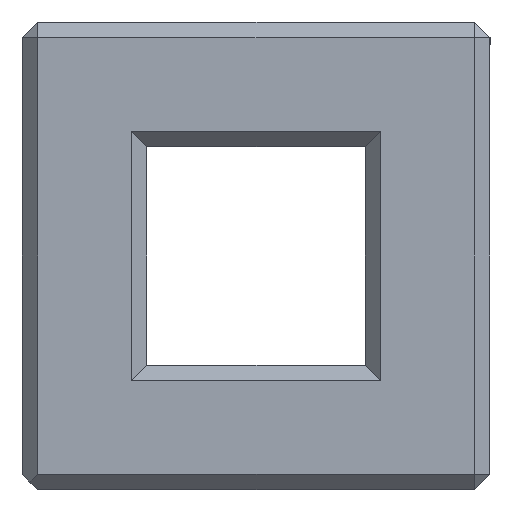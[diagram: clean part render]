
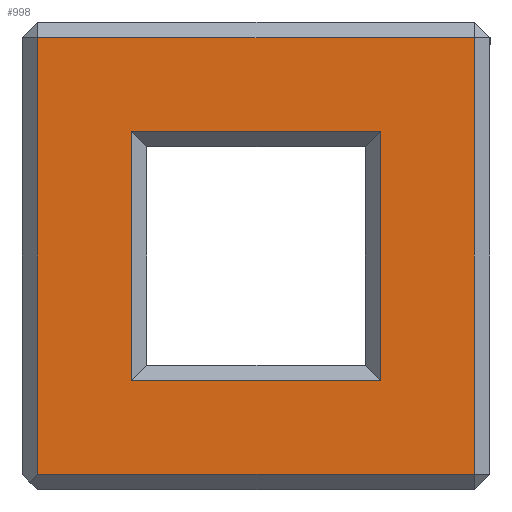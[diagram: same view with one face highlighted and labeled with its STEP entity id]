
A CAD part, front view. The second image highlights one B-rep face of the part: STEP entity #998.
In plain terms, the highlighted planar face has unit normal (0, -1, 0).
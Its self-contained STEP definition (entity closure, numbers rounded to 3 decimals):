
#15=FACE_BOUND('',#102,.T.);
#48=FACE_OUTER_BOUND('',#101,.T.);
#101=EDGE_LOOP('',(#794,#795,#796,#797));
#102=EDGE_LOOP('',(#798,#799,#800,#801));
#131=LINE('',#1351,#271);
#136=LINE('',#1360,#276);
#219=LINE('',#1524,#359);
#222=LINE('',#1529,#362);
#225=LINE('',#1539,#365);
#226=LINE('',#1541,#366);
#227=LINE('',#1543,#367);
#228=LINE('',#1544,#368);
#271=VECTOR('',#1099,10.);
#276=VECTOR('',#1106,10.);
#359=VECTOR('',#1233,10.);
#362=VECTOR('',#1240,10.);
#365=VECTOR('',#1253,10.);
#366=VECTOR('',#1254,10.);
#367=VECTOR('',#1255,10.);
#368=VECTOR('',#1256,10.);
#410=VERTEX_POINT('',#1348);
#411=VERTEX_POINT('',#1350);
#414=VERTEX_POINT('',#1358);
#473=VERTEX_POINT('',#1517);
#474=VERTEX_POINT('',#1537);
#475=VERTEX_POINT('',#1538);
#476=VERTEX_POINT('',#1540);
#477=VERTEX_POINT('',#1542);
#500=EDGE_CURVE('',#410,#411,#131,.T.);
#505=EDGE_CURVE('',#414,#410,#136,.T.);
#588=EDGE_CURVE('',#473,#414,#219,.T.);
#591=EDGE_CURVE('',#411,#473,#222,.T.);
#594=EDGE_CURVE('',#474,#475,#225,.T.);
#595=EDGE_CURVE('',#476,#474,#226,.T.);
#596=EDGE_CURVE('',#477,#476,#227,.T.);
#597=EDGE_CURVE('',#475,#477,#228,.T.);
#794=ORIENTED_EDGE('',*,*,#588,.F.);
#795=ORIENTED_EDGE('',*,*,#591,.F.);
#796=ORIENTED_EDGE('',*,*,#500,.F.);
#797=ORIENTED_EDGE('',*,*,#505,.F.);
#798=ORIENTED_EDGE('',*,*,#594,.F.);
#799=ORIENTED_EDGE('',*,*,#595,.F.);
#800=ORIENTED_EDGE('',*,*,#596,.F.);
#801=ORIENTED_EDGE('',*,*,#597,.F.);
#945=PLANE('',#1065);
#998=ADVANCED_FACE('',(#48,#15),#945,.F.);
#1065=AXIS2_PLACEMENT_3D('',#1536,#1251,#1252);
#1099=DIRECTION('',(0.,0.,1.));
#1106=DIRECTION('',(-1.,0.,0.));
#1233=DIRECTION('',(0.,0.,-1.));
#1240=DIRECTION('',(1.,0.,0.));
#1251=DIRECTION('center_axis',(0.,1.,0.));
#1252=DIRECTION('ref_axis',(0.,0.,1.));
#1253=DIRECTION('',(0.,0.,1.));
#1254=DIRECTION('',(1.,0.,0.));
#1255=DIRECTION('',(0.,0.,-1.));
#1256=DIRECTION('',(-1.,0.,0.));
#1348=CARTESIAN_POINT('',(-6.87,0.,-5.96));
#1350=CARTESIAN_POINT('',(-6.87,0.,8.04));
#1351=CARTESIAN_POINT('',(-6.87,0.,-3.23));
#1358=CARTESIAN_POINT('',(7.13,0.,-5.96));
#1360=CARTESIAN_POINT('',(-3.685,0.,-5.96));
#1517=CARTESIAN_POINT('',(7.13,0.,8.04));
#1524=CARTESIAN_POINT('',(7.13,0.,-3.23));
#1529=CARTESIAN_POINT('',(-3.685,0.,8.04));
#1536=CARTESIAN_POINT('Origin',(0.,0.,0.));
#1537=CARTESIAN_POINT('',(4.13,0.,-2.96));
#1538=CARTESIAN_POINT('',(4.13,0.,5.04));
#1539=CARTESIAN_POINT('',(4.13,0.,-1.23));
#1540=CARTESIAN_POINT('',(-3.87,0.,-2.96));
#1541=CARTESIAN_POINT('',(-1.685,0.,-2.96));
#1542=CARTESIAN_POINT('',(-3.87,0.,5.04));
#1543=CARTESIAN_POINT('',(-3.87,0.,-1.23));
#1544=CARTESIAN_POINT('',(-1.685,0.,5.04));
